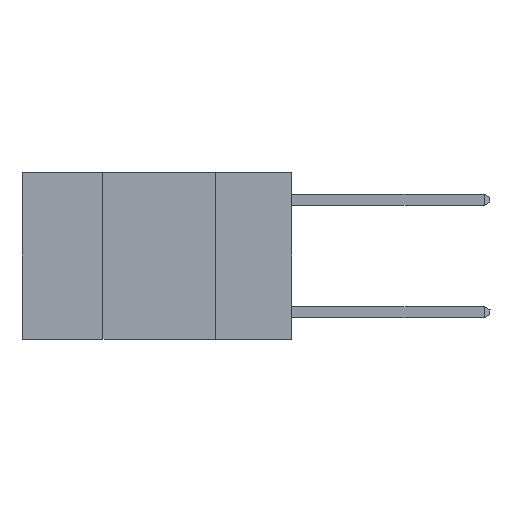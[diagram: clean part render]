
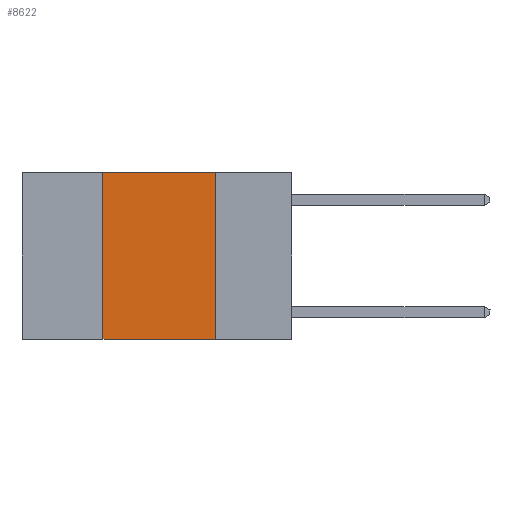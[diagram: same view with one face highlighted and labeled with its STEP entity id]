
A CAD part, left-side view. The second image highlights one B-rep face of the part: STEP entity #8622.
In plain terms, the highlighted planar face has unit normal (-1, 0, 0).
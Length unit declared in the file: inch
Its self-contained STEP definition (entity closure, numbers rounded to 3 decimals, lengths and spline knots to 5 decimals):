
#343 = CARTESIAN_POINT ( 'NONE',  ( 0., 0.17, -0.37 ) ) ;
#460 = VERTEX_POINT ( 'NONE', #15780 ) ;
#1160 = CARTESIAN_POINT ( 'NONE',  ( 0., 0.42, -0.37 ) ) ;
#1356 = ORIENTED_EDGE ( 'NONE', *, *, #6034, .F. ) ;
#1570 = CARTESIAN_POINT ( 'NONE',  ( 0., 0.6, -0.37 ) ) ;
#1603 = EDGE_CURVE ( 'NONE', #460, #3463, #17403, .T. ) ;
#3111 = EDGE_CURVE ( 'NONE', #6315, #3198, #5485, .T. ) ;
#3198 = VERTEX_POINT ( 'NONE', #6428 ) ;
#3463 = VERTEX_POINT ( 'NONE', #343 ) ;
#4570 = DIRECTION ( 'NONE',  ( 1., 0., 0. ) ) ;
#4988 = FACE_OUTER_BOUND ( 'NONE', #16081, .T. ) ;
#5485 = LINE ( 'NONE', #8859, #13393 ) ;
#5799 = VECTOR ( 'NONE', #12081, 39.37008 ) ;
#6034 = EDGE_CURVE ( 'NONE', #3198, #460, #18070, .T. ) ;
#6315 = VERTEX_POINT ( 'NONE', #1160 ) ;
#6428 = CARTESIAN_POINT ( 'NONE',  ( 0., 0.42, 0. ) ) ;
#8306 = AXIS2_PLACEMENT_3D ( 'NONE', #13471, #4570, #14833 ) ;
#8622 = ADVANCED_FACE ( 'NONE', ( #4988 ), #10618, .F. ) ;
#8689 = CARTESIAN_POINT ( 'NONE',  ( 0., 0.17, 0. ) ) ;
#8805 = DIRECTION ( 'NONE',  ( 0., 0., 1. ) ) ;
#8859 = CARTESIAN_POINT ( 'NONE',  ( 0., 0.42, 0. ) ) ;
#9676 = ORIENTED_EDGE ( 'NONE', *, *, #3111, .F. ) ;
#9703 = DIRECTION ( 'NONE',  ( 0., -1., 0. ) ) ;
#9808 = LINE ( 'NONE', #1570, #13195 ) ;
#10618 = PLANE ( 'NONE',  #8306 ) ;
#11048 = EDGE_CURVE ( 'NONE', #6315, #3463, #9808, .T. ) ;
#12081 = DIRECTION ( 'NONE',  ( 0., 0., -1. ) ) ;
#12366 = DIRECTION ( 'NONE',  ( 0., -1., 0. ) ) ;
#13195 = VECTOR ( 'NONE', #12366, 39.37008 ) ;
#13393 = VECTOR ( 'NONE', #8805, 39.37008 ) ;
#13471 = CARTESIAN_POINT ( 'NONE',  ( 0., 0.6, 0. ) ) ;
#13519 = ORIENTED_EDGE ( 'NONE', *, *, #11048, .T. ) ;
#14730 = VECTOR ( 'NONE', #9703, 39.37008 ) ;
#14833 = DIRECTION ( 'NONE',  ( 0., 0., -1. ) ) ;
#15780 = CARTESIAN_POINT ( 'NONE',  ( 0., 0.17, 0. ) ) ;
#16081 = EDGE_LOOP ( 'NONE', ( #16805, #1356, #9676, #13519 ) ) ;
#16805 = ORIENTED_EDGE ( 'NONE', *, *, #1603, .F. ) ;
#17403 = LINE ( 'NONE', #8689, #5799 ) ;
#18070 = LINE ( 'NONE', #18216, #14730 ) ;
#18216 = CARTESIAN_POINT ( 'NONE',  ( 0., 0.6, 0. ) ) ;
